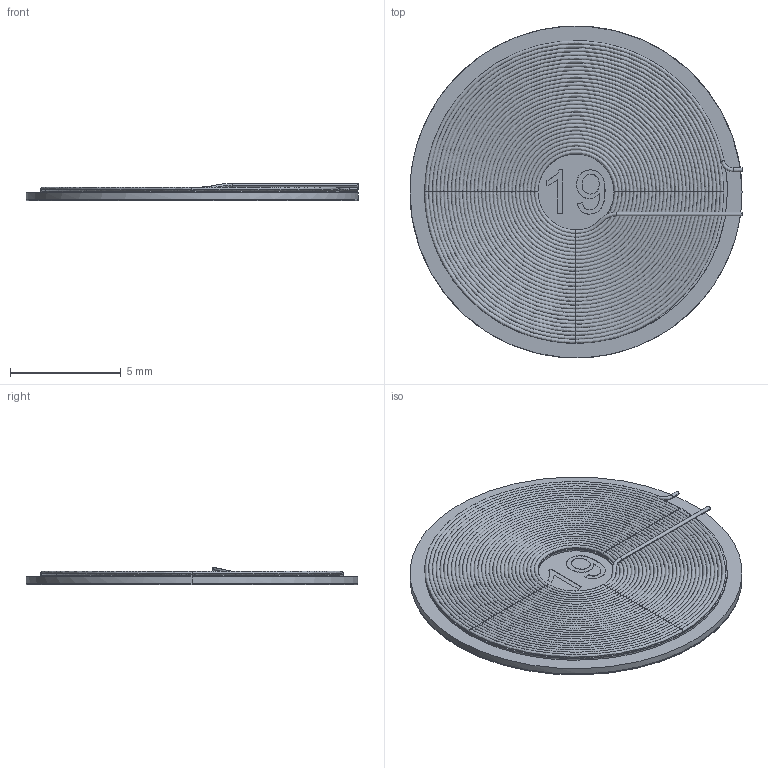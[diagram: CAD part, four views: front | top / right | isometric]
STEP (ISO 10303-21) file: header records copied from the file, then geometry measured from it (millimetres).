
FILE_DESCRIPTION (( 'STEP AP214' ), '1' );
FILE_NAME ('760308101219.STEP', '2020-12-10T16:16:25', ( '' ), ( '' ), 'SwSTEP 2.0', 'SolidWorks 2020', '' );
FILE_SCHEMA (( 'AUTOMOTIVE_DESIGN' ));
Length unit declared in the file: millimetre
Products named in the file (1): 760308101219
Bounding box: 15 x 14.98 x 0.77 mm (x, y, z)
Volume: 91.1 mm3; surface area: 1435.5 mm2
Topology: 4 solids, 4 shells, 217 faces, 441 edges, 233 vertices
Faces by surface type: bspline 215, plane 2
Entity records: 17058 total; most frequent: CARTESIAN_POINT 12242, ORIENTED_EDGE 882, EDGE_CURVE 441, VERTEX_POINT 233, EDGE_LOOP 224, UNCERTAINTY_MEASURE_WITH_UNIT 221, FILL_AREA_STYLE_COLOUR 220, MECHANICAL_DESIGN_GEOMETRIC_PRESENTATION_REPRESENTATION 220
